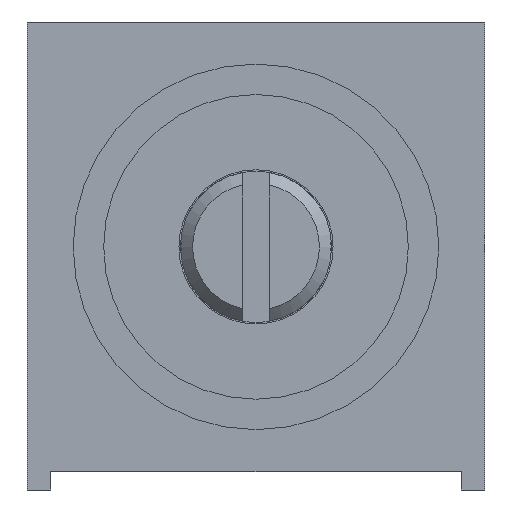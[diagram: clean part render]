
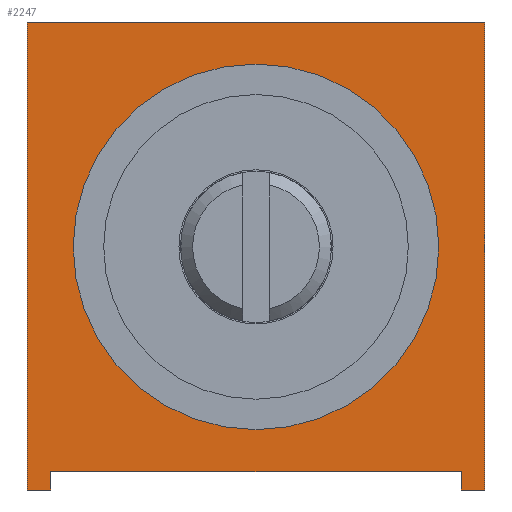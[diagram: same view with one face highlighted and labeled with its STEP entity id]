
A CAD part, front view. The second image highlights one B-rep face of the part: STEP entity #2247.
In plain terms, the highlighted free-form (B-spline) face has degree [1, 1] with [2, 2] control points.
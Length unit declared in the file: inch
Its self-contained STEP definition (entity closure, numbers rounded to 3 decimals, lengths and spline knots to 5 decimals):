
#37=DIRECTION('',(0.,0.,-1.));
#38=VECTOR('',#37,0.384);
#39=CARTESIAN_POINT('',(-0.1875,-0.1495,0.1845));
#40=LINE('',#39,#38);
#397=DIRECTION('',(1.,0.,0.));
#398=VECTOR('',#397,0.375);
#399=CARTESIAN_POINT('',(-0.1875,-0.1495,0.1845));
#400=LINE('',#399,#398);
#439=DIRECTION('',(0.,0.,-1.));
#440=VECTOR('',#439,0.384);
#441=CARTESIAN_POINT('',(0.1875,-0.1495,0.1845));
#442=LINE('',#441,#440);
#467=DIRECTION('',(0.,0.,1.));
#468=VECTOR('',#467,0.015);
#469=CARTESIAN_POINT('',(0.1685,-0.1495,-0.1995));
#470=LINE('',#469,#468);
#481=DIRECTION('',(-1.,0.,0.));
#482=VECTOR('',#481,0.019);
#483=CARTESIAN_POINT('',(0.1875,-0.1495,-0.1995));
#484=LINE('',#483,#482);
#614=DIRECTION('',(-1.,0.,0.));
#615=VECTOR('',#614,0.019);
#616=CARTESIAN_POINT('',(-0.1685,-0.1495,-0.1995));
#617=LINE('',#616,#615);
#628=DIRECTION('',(0.,0.,-1.));
#629=VECTOR('',#628,0.015);
#630=CARTESIAN_POINT('',(-0.1685,-0.1495,-0.1845));
#631=LINE('',#630,#629);
#642=DIRECTION('',(1.,0.,0.));
#643=VECTOR('',#642,0.337);
#644=CARTESIAN_POINT('',(-0.1685,-0.1495,-0.1845));
#645=LINE('',#644,#643);
#656=CARTESIAN_POINT('',(0.,-0.1495,0.));
#657=DIRECTION('',(0.,1.,0.));
#658=DIRECTION('',(0.,0.,-1.));
#659=AXIS2_PLACEMENT_3D('',#656,#657,#658);
#664=CARTESIAN_POINT('',(0.,-0.1495,0.));
#665=DIRECTION('',(0.,1.,0.));
#666=DIRECTION('',(0.,0.,1.));
#667=AXIS2_PLACEMENT_3D('',#664,#665,#666);
#1013=CARTESIAN_POINT('',(-0.1875,-0.1495,0.1845));
#1014=CARTESIAN_POINT('',(-0.1875,-0.1495,-0.1995));
#1015=VERTEX_POINT('',#1013);
#1016=VERTEX_POINT('',#1014);
#1017=CARTESIAN_POINT('',(0.1875,-0.1495,0.1845));
#1018=CARTESIAN_POINT('',(0.1875,-0.1495,-0.1995));
#1019=VERTEX_POINT('',#1017);
#1020=VERTEX_POINT('',#1018);
#1021=CARTESIAN_POINT('',(-0.1685,-0.1495,-0.1845));
#1022=CARTESIAN_POINT('',(0.1685,-0.1495,-0.1845));
#1023=VERTEX_POINT('',#1021);
#1024=VERTEX_POINT('',#1022);
#1025=CARTESIAN_POINT('',(-0.1685,-0.1495,-0.1995));
#1026=VERTEX_POINT('',#1025);
#1027=CARTESIAN_POINT('',(0.1685,-0.1495,-0.1995));
#1028=VERTEX_POINT('',#1027);
#1097=CARTESIAN_POINT('',(0.,-0.1495,-0.15));
#1098=CARTESIAN_POINT('',(0.,-0.1495,0.15));
#1099=VERTEX_POINT('',#1097);
#1100=VERTEX_POINT('',#1098);
#2226=CARTESIAN_POINT('',(-0.195,-0.1495,0.19218));
#2227=CARTESIAN_POINT('',(0.195,-0.1495,0.19218));
#2228=CARTESIAN_POINT('',(-0.195,-0.1495,-0.20718));
#2229=CARTESIAN_POINT('',(0.195,-0.1495,-0.20718));
#2230=B_SPLINE_SURFACE_WITH_KNOTS('',1,1,((#2226,#2227),(#2228,#2229)),
.UNSPECIFIED.,.F.,.F.,.F.,(2,2),(2,2),(-0.00768,0.39168),(-0.0075,0.3825),
.UNSPECIFIED.);
#2231=ORIENTED_EDGE('',*,*,#1202,.F.);
#2232=ORIENTED_EDGE('',*,*,#2024,.T.);
#2233=ORIENTED_EDGE('',*,*,#2074,.T.);
#2234=ORIENTED_EDGE('',*,*,#2124,.T.);
#2235=ORIENTED_EDGE('',*,*,#2110,.T.);
#2236=ORIENTED_EDGE('',*,*,#2220,.F.);
#2237=ORIENTED_EDGE('',*,*,#2208,.T.);
#2238=ORIENTED_EDGE('',*,*,#2191,.T.);
#2239=EDGE_LOOP('',(#2231,#2232,#2233,#2234,#2235,#2236,#2237,#2238));
#2240=FACE_OUTER_BOUND('',#2239,.F.);
#2242=ORIENTED_EDGE('',*,*,#2241,.F.);
#2244=ORIENTED_EDGE('',*,*,#2243,.F.);
#2245=EDGE_LOOP('',(#2242,#2244));
#2246=FACE_BOUND('',#2245,.F.);
#2247=ADVANCED_FACE('',(#2240,#2246),#2230,.T.);
#660=CIRCLE('',#659,0.15);
#668=CIRCLE('',#667,0.15);
#1202=EDGE_CURVE('',#1015,#1016,#40,.T.);
#2024=EDGE_CURVE('',#1015,#1019,#400,.T.);
#2074=EDGE_CURVE('',#1019,#1020,#442,.T.);
#2110=EDGE_CURVE('',#1028,#1024,#470,.T.);
#2124=EDGE_CURVE('',#1020,#1028,#484,.T.);
#2191=EDGE_CURVE('',#1026,#1016,#617,.T.);
#2208=EDGE_CURVE('',#1023,#1026,#631,.T.);
#2220=EDGE_CURVE('',#1023,#1024,#645,.T.);
#2241=EDGE_CURVE('',#1099,#1100,#660,.T.);
#2243=EDGE_CURVE('',#1100,#1099,#668,.T.);
